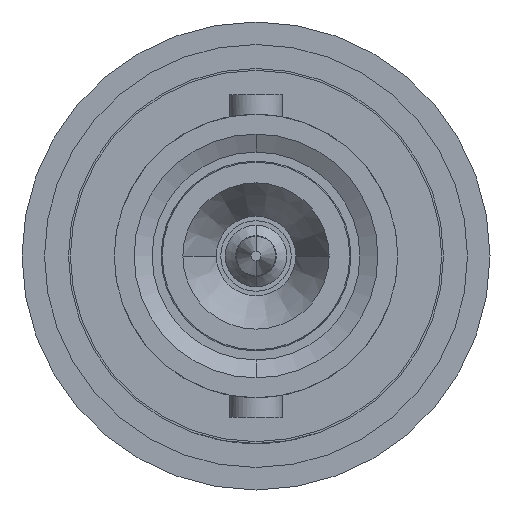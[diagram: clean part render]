
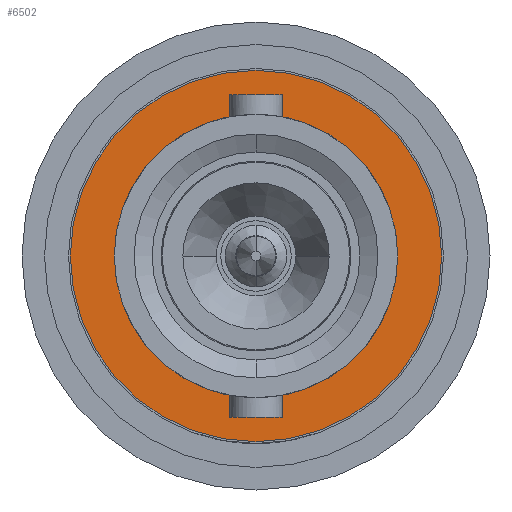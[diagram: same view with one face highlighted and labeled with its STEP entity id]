
A CAD part, front view. The second image highlights one B-rep face of the part: STEP entity #6502.
In plain terms, the highlighted planar face has unit normal (0, -1, 0).
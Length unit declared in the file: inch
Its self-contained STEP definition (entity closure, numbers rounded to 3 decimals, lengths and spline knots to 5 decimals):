
#288 = DIRECTION ( 'NONE',  ( 0., 0., -1. ) ) ;
#289 = DIRECTION ( 'NONE',  ( 0., 1., 0. ) ) ;
#290 = CARTESIAN_POINT ( 'NONE',  ( 0., -2.25922, 0. ) ) ;
#713 = PLANE ( 'NONE',  #4646 ) ;
#714 = CARTESIAN_POINT ( 'NONE',  ( 0.2475, -2.25922, 0. ) ) ;
#719 = DIRECTION ( 'NONE',  ( 0., -1., 0. ) ) ;
#720 = DIRECTION ( 'NONE',  ( 0., 0., -1. ) ) ;
#1155 = CARTESIAN_POINT ( 'NONE',  ( 0., -2.25922, -0.2475 ) ) ;
#1156 = CARTESIAN_POINT ( 'NONE',  ( 0., -2.25922, 0.2475 ) ) ;
#1173 = CARTESIAN_POINT ( 'NONE',  ( 0., -2.25922, 0.189 ) ) ;
#1174 = CARTESIAN_POINT ( 'NONE',  ( 0., -2.25922, -0.189 ) ) ;
#1696 = FACE_BOUND ( 'NONE', #3397, .T. ) ;
#1699 = FACE_OUTER_BOUND ( 'NONE', #3396, .T. ) ;
#2563 = CIRCLE ( 'NONE', #5030, 0.2475 ) ;
#2990 = VERTEX_POINT ( 'NONE', #1174 ) ;
#2991 = VERTEX_POINT ( 'NONE', #1173 ) ;
#3000 = VERTEX_POINT ( 'NONE', #1156 ) ;
#3001 = VERTEX_POINT ( 'NONE', #1155 ) ;
#3111 = DIRECTION ( 'NONE',  ( 0., 0., -1. ) ) ;
#3112 = DIRECTION ( 'NONE',  ( 0., 1., 0. ) ) ;
#3113 = CARTESIAN_POINT ( 'NONE',  ( 0., -2.25922, 0. ) ) ;
#3396 = EDGE_LOOP ( 'NONE', ( #4545, #4547 ) ) ;
#3397 = EDGE_LOOP ( 'NONE', ( #4543, #4544 ) ) ;
#4087 = CIRCLE ( 'NONE', #4950, 0.189 ) ;
#4209 = CIRCLE ( 'NONE', #4875, 0.2475 ) ;
#4210 = CIRCLE ( 'NONE', #4874, 0.189 ) ;
#4543 = ORIENTED_EDGE ( 'NONE', *, *, #6077, .T. ) ;
#4544 = ORIENTED_EDGE ( 'NONE', *, *, #5365, .T. ) ;
#4545 = ORIENTED_EDGE ( 'NONE', *, *, #6076, .F. ) ;
#4547 = ORIENTED_EDGE ( 'NONE', *, *, #4753, .F. ) ;
#4646 = AXIS2_PLACEMENT_3D ( 'NONE', #714, #719, #720 ) ;
#4753 = EDGE_CURVE ( 'NONE', #3000, #3001, #2563, .T. ) ;
#4874 = AXIS2_PLACEMENT_3D ( 'NONE', #5966, #5967, #5968 ) ;
#4875 = AXIS2_PLACEMENT_3D ( 'NONE', #5962, #5963, #5964 ) ;
#4950 = AXIS2_PLACEMENT_3D ( 'NONE', #290, #289, #288 ) ;
#5030 = AXIS2_PLACEMENT_3D ( 'NONE', #3113, #3112, #3111 ) ;
#5365 = EDGE_CURVE ( 'NONE', #2991, #2990, #4087, .T. ) ;
#5962 = CARTESIAN_POINT ( 'NONE',  ( 0., -2.25922, 0. ) ) ;
#5963 = DIRECTION ( 'NONE',  ( 0., 1., 0. ) ) ;
#5964 = DIRECTION ( 'NONE',  ( 0., 0., -1. ) ) ;
#5966 = CARTESIAN_POINT ( 'NONE',  ( 0., -2.25922, 0. ) ) ;
#5967 = DIRECTION ( 'NONE',  ( 0., 1., 0. ) ) ;
#5968 = DIRECTION ( 'NONE',  ( 0., 0., -1. ) ) ;
#6076 = EDGE_CURVE ( 'NONE', #3001, #3000, #4209, .T. ) ;
#6077 = EDGE_CURVE ( 'NONE', #2990, #2991, #4210, .T. ) ;
#6502 = ADVANCED_FACE ( 'NONE', ( #1696, #1699 ), #713, .T. ) ;
